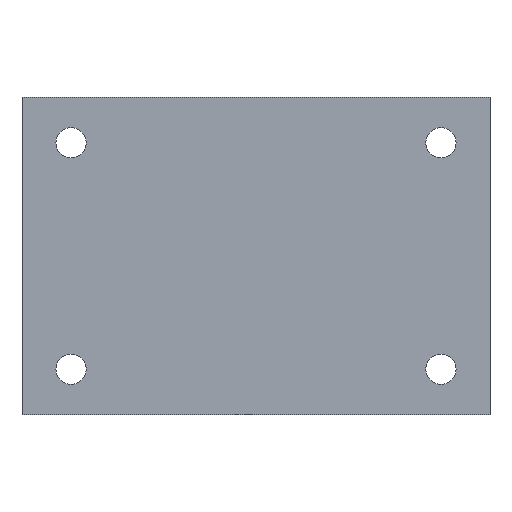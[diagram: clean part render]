
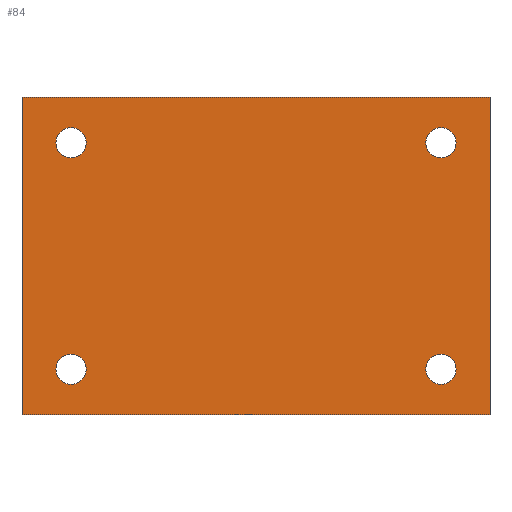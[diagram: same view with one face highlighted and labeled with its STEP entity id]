
A CAD part, front view. The second image highlights one B-rep face of the part: STEP entity #84.
In plain terms, the highlighted planar face has unit normal (0, -1, 0).
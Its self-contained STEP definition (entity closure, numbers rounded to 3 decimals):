
#1 = VECTOR ( 'NONE', #1394, 1000. ) ;
#2 = FACE_BOUND ( 'NONE', #150, .T. ) ;
#8 = PLANE ( 'NONE',  #141 ) ;
#37 = AXIS2_PLACEMENT_3D ( 'NONE', #55, #726, #513 ) ;
#39 = DIRECTION ( 'NONE',  ( 0., 0., -1. ) ) ;
#40 = CIRCLE ( 'NONE', #857, 2. ) ;
#41 = CARTESIAN_POINT ( 'NONE',  ( -31., 0., -21. ) ) ;
#55 = CARTESIAN_POINT ( 'NONE',  ( -24.5, 0., -15. ) ) ;
#64 = CARTESIAN_POINT ( 'NONE',  ( -24.5, 0., -17. ) ) ;
#71 = CIRCLE ( 'NONE', #260, 2. ) ;
#74 = DIRECTION ( 'NONE',  ( 0., 0., 1. ) ) ;
#84 = ADVANCED_FACE ( 'NONE', ( #997, #550, #2, #1418, #565 ), #8, .F. ) ;
#99 = DIRECTION ( 'NONE',  ( 0., -1., 0. ) ) ;
#117 = ORIENTED_EDGE ( 'NONE', *, *, #328, .F. ) ;
#137 = DIRECTION ( 'NONE',  ( 0., -1., 0. ) ) ;
#141 = AXIS2_PLACEMENT_3D ( 'NONE', #1318, #781, #464 ) ;
#150 = EDGE_LOOP ( 'NONE', ( #117, #842 ) ) ;
#183 = CARTESIAN_POINT ( 'NONE',  ( -31., 0., 21. ) ) ;
#221 = EDGE_CURVE ( 'NONE', #320, #961, #488, .T. ) ;
#227 = AXIS2_PLACEMENT_3D ( 'NONE', #547, #99, #792 ) ;
#256 = EDGE_CURVE ( 'NONE', #1195, #656, #1059, .T. ) ;
#260 = AXIS2_PLACEMENT_3D ( 'NONE', #975, #644, #1429 ) ;
#270 = CARTESIAN_POINT ( 'NONE',  ( 24.5, 0., 15. ) ) ;
#283 = CARTESIAN_POINT ( 'NONE',  ( -24.5, 0., 17. ) ) ;
#311 = DIRECTION ( 'NONE',  ( 1., 0., 0. ) ) ;
#320 = VERTEX_POINT ( 'NONE', #41 ) ;
#325 = CARTESIAN_POINT ( 'NONE',  ( 31., 0., 21. ) ) ;
#328 = EDGE_CURVE ( 'NONE', #789, #1234, #945, .T. ) ;
#347 = ORIENTED_EDGE ( 'NONE', *, *, #623, .F. ) ;
#360 = ORIENTED_EDGE ( 'NONE', *, *, #1277, .F. ) ;
#368 = CARTESIAN_POINT ( 'NONE',  ( 24.5, 0., 17. ) ) ;
#378 = DIRECTION ( 'NONE',  ( 0., 0., 1. ) ) ;
#393 = EDGE_LOOP ( 'NONE', ( #360, #1079 ) ) ;
#404 = ORIENTED_EDGE ( 'NONE', *, *, #1426, .F. ) ;
#435 = ORIENTED_EDGE ( 'NONE', *, *, #221, .T. ) ;
#446 = AXIS2_PLACEMENT_3D ( 'NONE', #523, #632, #74 ) ;
#453 = EDGE_CURVE ( 'NONE', #1234, #789, #40, .T. ) ;
#462 = EDGE_LOOP ( 'NONE', ( #577, #970 ) ) ;
#464 = DIRECTION ( 'NONE',  ( 0., 0., 1. ) ) ;
#471 = CARTESIAN_POINT ( 'NONE',  ( 24.5, 0., -15. ) ) ;
#488 = LINE ( 'NONE', #1355, #580 ) ;
#495 = VERTEX_POINT ( 'NONE', #556 ) ;
#499 = CARTESIAN_POINT ( 'NONE',  ( 24.5, 0., -13. ) ) ;
#513 = DIRECTION ( 'NONE',  ( 0., 0., 1. ) ) ;
#518 = LINE ( 'NONE', #960, #1 ) ;
#523 = CARTESIAN_POINT ( 'NONE',  ( -24.5, 0., 15. ) ) ;
#526 = CARTESIAN_POINT ( 'NONE',  ( -24.5, 0., -13. ) ) ;
#547 = CARTESIAN_POINT ( 'NONE',  ( -24.5, 0., -15. ) ) ;
#550 = FACE_BOUND ( 'NONE', #462, .T. ) ;
#552 = VERTEX_POINT ( 'NONE', #325 ) ;
#556 = CARTESIAN_POINT ( 'NONE',  ( 24.5, 0., -17. ) ) ;
#565 = FACE_OUTER_BOUND ( 'NONE', #902, .T. ) ;
#577 = ORIENTED_EDGE ( 'NONE', *, *, #604, .F. ) ;
#580 = VECTOR ( 'NONE', #1022, 1000. ) ;
#603 = ORIENTED_EDGE ( 'NONE', *, *, #1021, .F. ) ;
#604 = EDGE_CURVE ( 'NONE', #1305, #872, #848, .T. ) ;
#623 = EDGE_CURVE ( 'NONE', #552, #961, #1361, .T. ) ;
#626 = CIRCLE ( 'NONE', #1126, 2. ) ;
#632 = DIRECTION ( 'NONE',  ( 0., -1., 0. ) ) ;
#633 = LINE ( 'NONE', #183, #1134 ) ;
#640 = ORIENTED_EDGE ( 'NONE', *, *, #1259, .T. ) ;
#644 = DIRECTION ( 'NONE',  ( 0., -1., 0. ) ) ;
#656 = VERTEX_POINT ( 'NONE', #368 ) ;
#667 = CARTESIAN_POINT ( 'NONE',  ( 31., 0., -21. ) ) ;
#706 = EDGE_LOOP ( 'NONE', ( #603, #939 ) ) ;
#713 = CIRCLE ( 'NONE', #1176, 2. ) ;
#726 = DIRECTION ( 'NONE',  ( 0., -1., 0. ) ) ;
#735 = DIRECTION ( 'NONE',  ( 0., -1., 0. ) ) ;
#781 = DIRECTION ( 'NONE',  ( 0., 1., 0. ) ) ;
#789 = VERTEX_POINT ( 'NONE', #283 ) ;
#792 = DIRECTION ( 'NONE',  ( 0., 0., 1. ) ) ;
#801 = DIRECTION ( 'NONE',  ( 0., 0., 1. ) ) ;
#810 = CARTESIAN_POINT ( 'NONE',  ( 31., 0., 21. ) ) ;
#817 = VERTEX_POINT ( 'NONE', #499 ) ;
#822 = EDGE_CURVE ( 'NONE', #872, #1305, #966, .T. ) ;
#829 = CARTESIAN_POINT ( 'NONE',  ( 24.5, 0., 13. ) ) ;
#842 = ORIENTED_EDGE ( 'NONE', *, *, #453, .F. ) ;
#848 = CIRCLE ( 'NONE', #227, 2. ) ;
#850 = CARTESIAN_POINT ( 'NONE',  ( -24.5, 0., 13. ) ) ;
#857 = AXIS2_PLACEMENT_3D ( 'NONE', #1056, #735, #1047 ) ;
#870 = VERTEX_POINT ( 'NONE', #1165 ) ;
#872 = VERTEX_POINT ( 'NONE', #64 ) ;
#902 = EDGE_LOOP ( 'NONE', ( #435, #347, #404, #640 ) ) ;
#910 = DIRECTION ( 'NONE',  ( 0., -1., 0. ) ) ;
#939 = ORIENTED_EDGE ( 'NONE', *, *, #1285, .F. ) ;
#945 = CIRCLE ( 'NONE', #446, 2. ) ;
#960 = CARTESIAN_POINT ( 'NONE',  ( -31., 0., 21. ) ) ;
#961 = VERTEX_POINT ( 'NONE', #667 ) ;
#966 = CIRCLE ( 'NONE', #37, 2. ) ;
#970 = ORIENTED_EDGE ( 'NONE', *, *, #822, .F. ) ;
#975 = CARTESIAN_POINT ( 'NONE',  ( 24.5, 0., 15. ) ) ;
#997 = FACE_BOUND ( 'NONE', #706, .T. ) ;
#1021 = EDGE_CURVE ( 'NONE', #817, #495, #713, .T. ) ;
#1022 = DIRECTION ( 'NONE',  ( 1., 0., 0. ) ) ;
#1047 = DIRECTION ( 'NONE',  ( 0., 0., 1. ) ) ;
#1056 = CARTESIAN_POINT ( 'NONE',  ( -24.5, 0., 15. ) ) ;
#1059 = CIRCLE ( 'NONE', #1335, 2. ) ;
#1077 = CARTESIAN_POINT ( 'NONE',  ( 24.5, 0., -15. ) ) ;
#1079 = ORIENTED_EDGE ( 'NONE', *, *, #256, .F. ) ;
#1122 = VECTOR ( 'NONE', #39, 1000. ) ;
#1126 = AXIS2_PLACEMENT_3D ( 'NONE', #1077, #1187, #1210 ) ;
#1134 = VECTOR ( 'NONE', #311, 1000. ) ;
#1165 = CARTESIAN_POINT ( 'NONE',  ( -31., 0., 21. ) ) ;
#1176 = AXIS2_PLACEMENT_3D ( 'NONE', #471, #137, #801 ) ;
#1187 = DIRECTION ( 'NONE',  ( 0., -1., 0. ) ) ;
#1195 = VERTEX_POINT ( 'NONE', #829 ) ;
#1210 = DIRECTION ( 'NONE',  ( 0., 0., 1. ) ) ;
#1234 = VERTEX_POINT ( 'NONE', #850 ) ;
#1259 = EDGE_CURVE ( 'NONE', #870, #320, #518, .T. ) ;
#1277 = EDGE_CURVE ( 'NONE', #656, #1195, #71, .T. ) ;
#1285 = EDGE_CURVE ( 'NONE', #495, #817, #626, .T. ) ;
#1305 = VERTEX_POINT ( 'NONE', #526 ) ;
#1318 = CARTESIAN_POINT ( 'NONE',  ( -31., 0., 21. ) ) ;
#1335 = AXIS2_PLACEMENT_3D ( 'NONE', #270, #910, #378 ) ;
#1355 = CARTESIAN_POINT ( 'NONE',  ( -31., 0., -21. ) ) ;
#1361 = LINE ( 'NONE', #810, #1122 ) ;
#1394 = DIRECTION ( 'NONE',  ( 0., 0., -1. ) ) ;
#1418 = FACE_BOUND ( 'NONE', #393, .T. ) ;
#1426 = EDGE_CURVE ( 'NONE', #870, #552, #633, .T. ) ;
#1429 = DIRECTION ( 'NONE',  ( 0., 0., 1. ) ) ;
